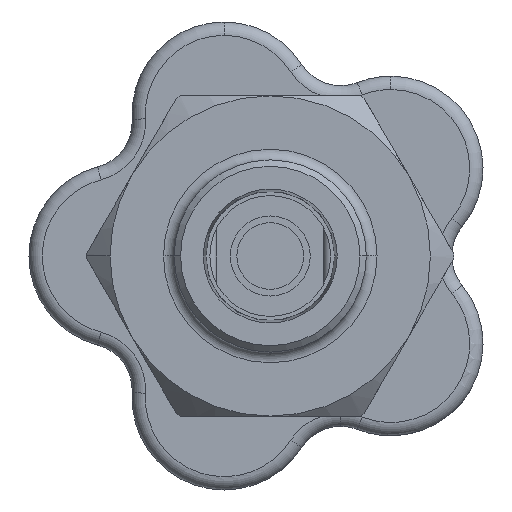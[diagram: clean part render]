
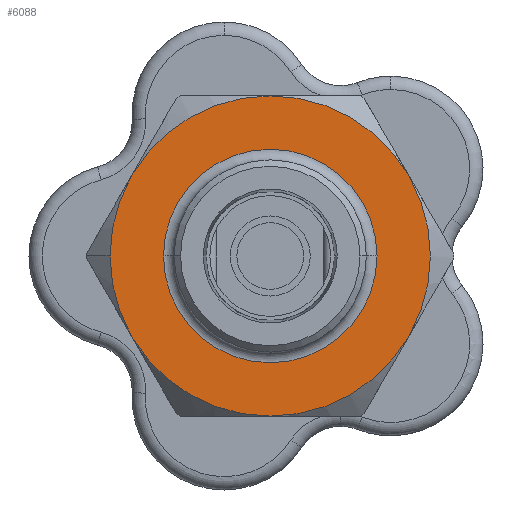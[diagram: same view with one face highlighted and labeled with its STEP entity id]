
A CAD part, front view. The second image highlights one B-rep face of the part: STEP entity #6088.
In plain terms, the highlighted planar face has unit normal (0, -1, 0).
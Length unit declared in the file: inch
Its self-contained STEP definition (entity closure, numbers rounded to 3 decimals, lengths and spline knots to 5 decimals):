
#25 = DIRECTION ( 'NONE',  ( -1., 0., 0. ) ) ;
#35 = AXIS2_PLACEMENT_3D ( 'NONE', #5333, #2174, #25 ) ;
#336 = EDGE_CURVE ( 'NONE', #8001, #8186, #711, .T. ) ;
#357 = CIRCLE ( 'NONE', #1589, 0.75 ) ;
#374 = VERTEX_POINT ( 'NONE', #6410 ) ;
#393 = DIRECTION ( 'NONE',  ( 0., 1., 0. ) ) ;
#525 = CARTESIAN_POINT ( 'NONE',  ( -0.64952, -1.435, -0.375 ) ) ;
#711 = CIRCLE ( 'NONE', #35, 0.75 ) ;
#780 = EDGE_LOOP ( 'NONE', ( #2552, #7827, #6440, #6816, #5988, #3531, #8239 ) ) ;
#910 = DIRECTION ( 'NONE',  ( 0., 1., 0. ) ) ;
#1020 = CARTESIAN_POINT ( 'NONE',  ( 0., -1.435, 0. ) ) ;
#1023 = EDGE_CURVE ( 'NONE', #8186, #6398, #1885, .T. ) ;
#1354 = CIRCLE ( 'NONE', #4992, 0.75 ) ;
#1589 = AXIS2_PLACEMENT_3D ( 'NONE', #4193, #393, #4836 ) ;
#1657 = CARTESIAN_POINT ( 'NONE',  ( 0., -1.435, -0.75 ) ) ;
#1662 = DIRECTION ( 'NONE',  ( -1., 0., 0. ) ) ;
#1686 = CARTESIAN_POINT ( 'NONE',  ( 0., -1.435, 0. ) ) ;
#1707 = CARTESIAN_POINT ( 'NONE',  ( 0.5, -1.435, 0. ) ) ;
#1885 = CIRCLE ( 'NONE', #4462, 0.75 ) ;
#2012 = AXIS2_PLACEMENT_3D ( 'NONE', #1686, #6100, #2300 ) ;
#2050 = CARTESIAN_POINT ( 'NONE',  ( 0.64952, -1.435, -0.375 ) ) ;
#2141 = VERTEX_POINT ( 'NONE', #3058 ) ;
#2174 = DIRECTION ( 'NONE',  ( 0., 1., 0. ) ) ;
#2215 = EDGE_LOOP ( 'NONE', ( #7220, #5231 ) ) ;
#2300 = DIRECTION ( 'NONE',  ( -1., 0., 0. ) ) ;
#2367 = VERTEX_POINT ( 'NONE', #5495 ) ;
#2489 = DIRECTION ( 'NONE',  ( 0., 1., 0. ) ) ;
#2518 = CARTESIAN_POINT ( 'NONE',  ( 0., -1.435, 0. ) ) ;
#2546 = CIRCLE ( 'NONE', #7209, 0.75 ) ;
#2552 = ORIENTED_EDGE ( 'NONE', *, *, #4739, .F. ) ;
#3050 = DIRECTION ( 'NONE',  ( 0., 1., 0. ) ) ;
#3058 = CARTESIAN_POINT ( 'NONE',  ( 0., -1.435, 0.75 ) ) ;
#3163 = DIRECTION ( 'NONE',  ( -1., 0., 0. ) ) ;
#3239 = FACE_BOUND ( 'NONE', #2215, .T. ) ;
#3362 = DIRECTION ( 'NONE',  ( 0., 1., 0. ) ) ;
#3385 = PLANE ( 'NONE',  #6445 ) ;
#3520 = CIRCLE ( 'NONE', #2012, 0.5 ) ;
#3531 = ORIENTED_EDGE ( 'NONE', *, *, #4775, .F. ) ;
#3702 = VERTEX_POINT ( 'NONE', #1707 ) ;
#3720 = DIRECTION ( 'NONE',  ( 0., 1., 0. ) ) ;
#4145 = AXIS2_PLACEMENT_3D ( 'NONE', #6293, #2489, #6952 ) ;
#4193 = CARTESIAN_POINT ( 'NONE',  ( 0., -1.435, 0. ) ) ;
#4222 = VERTEX_POINT ( 'NONE', #4658 ) ;
#4462 = AXIS2_PLACEMENT_3D ( 'NONE', #5893, #3362, #5425 ) ;
#4598 = CIRCLE ( 'NONE', #6393, 0.75 ) ;
#4658 = CARTESIAN_POINT ( 'NONE',  ( -0.64952, -1.435, 0.375 ) ) ;
#4697 = CARTESIAN_POINT ( 'NONE',  ( 0., -1.435, 0.5 ) ) ;
#4739 = EDGE_CURVE ( 'NONE', #4222, #2141, #8083, .T. ) ;
#4775 = EDGE_CURVE ( 'NONE', #5241, #8001, #1354, .T. ) ;
#4836 = DIRECTION ( 'NONE',  ( -1., 0., 0. ) ) ;
#4992 = AXIS2_PLACEMENT_3D ( 'NONE', #2518, #6980, #3163 ) ;
#5231 = ORIENTED_EDGE ( 'NONE', *, *, #8211, .T. ) ;
#5241 = VERTEX_POINT ( 'NONE', #5681 ) ;
#5333 = CARTESIAN_POINT ( 'NONE',  ( 0., -1.435, 0. ) ) ;
#5340 = DIRECTION ( 'NONE',  ( -1., 0., 0. ) ) ;
#5348 = AXIS2_PLACEMENT_3D ( 'NONE', #6866, #3050, #7494 ) ;
#5425 = DIRECTION ( 'NONE',  ( -1., 0., 0. ) ) ;
#5458 = DIRECTION ( 'NONE',  ( 0., 1., 0. ) ) ;
#5495 = CARTESIAN_POINT ( 'NONE',  ( -0.75, -1.435, 0. ) ) ;
#5681 = CARTESIAN_POINT ( 'NONE',  ( 0.64952, -1.435, 0.375 ) ) ;
#5833 = CIRCLE ( 'NONE', #5348, 0.5 ) ;
#5893 = CARTESIAN_POINT ( 'NONE',  ( 0., -1.435, 0. ) ) ;
#5988 = ORIENTED_EDGE ( 'NONE', *, *, #336, .F. ) ;
#6088 = ADVANCED_FACE ( 'NONE', ( #8107, #3239 ), #3385, .F. ) ;
#6100 = DIRECTION ( 'NONE',  ( 0., 1., 0. ) ) ;
#6293 = CARTESIAN_POINT ( 'NONE',  ( 0., -1.435, 0. ) ) ;
#6393 = AXIS2_PLACEMENT_3D ( 'NONE', #7521, #3720, #8168 ) ;
#6398 = VERTEX_POINT ( 'NONE', #525 ) ;
#6410 = CARTESIAN_POINT ( 'NONE',  ( -0.5, -1.435, 0. ) ) ;
#6440 = ORIENTED_EDGE ( 'NONE', *, *, #7001, .F. ) ;
#6445 = AXIS2_PLACEMENT_3D ( 'NONE', #4697, #910, #5340 ) ;
#6816 = ORIENTED_EDGE ( 'NONE', *, *, #1023, .F. ) ;
#6866 = CARTESIAN_POINT ( 'NONE',  ( 0., -1.435, 0. ) ) ;
#6952 = DIRECTION ( 'NONE',  ( -1., 0., 0. ) ) ;
#6980 = DIRECTION ( 'NONE',  ( 0., 1., 0. ) ) ;
#7001 = EDGE_CURVE ( 'NONE', #6398, #2367, #4598, .T. ) ;
#7209 = AXIS2_PLACEMENT_3D ( 'NONE', #1020, #5458, #1662 ) ;
#7220 = ORIENTED_EDGE ( 'NONE', *, *, #7496, .T. ) ;
#7389 = EDGE_CURVE ( 'NONE', #2141, #5241, #2546, .T. ) ;
#7494 = DIRECTION ( 'NONE',  ( -1., 0., 0. ) ) ;
#7496 = EDGE_CURVE ( 'NONE', #374, #3702, #5833, .T. ) ;
#7521 = CARTESIAN_POINT ( 'NONE',  ( 0., -1.435, 0. ) ) ;
#7827 = ORIENTED_EDGE ( 'NONE', *, *, #8195, .F. ) ;
#8001 = VERTEX_POINT ( 'NONE', #2050 ) ;
#8083 = CIRCLE ( 'NONE', #4145, 0.75 ) ;
#8107 = FACE_OUTER_BOUND ( 'NONE', #780, .T. ) ;
#8168 = DIRECTION ( 'NONE',  ( -1., 0., 0. ) ) ;
#8186 = VERTEX_POINT ( 'NONE', #1657 ) ;
#8195 = EDGE_CURVE ( 'NONE', #2367, #4222, #357, .T. ) ;
#8211 = EDGE_CURVE ( 'NONE', #3702, #374, #3520, .T. ) ;
#8239 = ORIENTED_EDGE ( 'NONE', *, *, #7389, .F. ) ;
